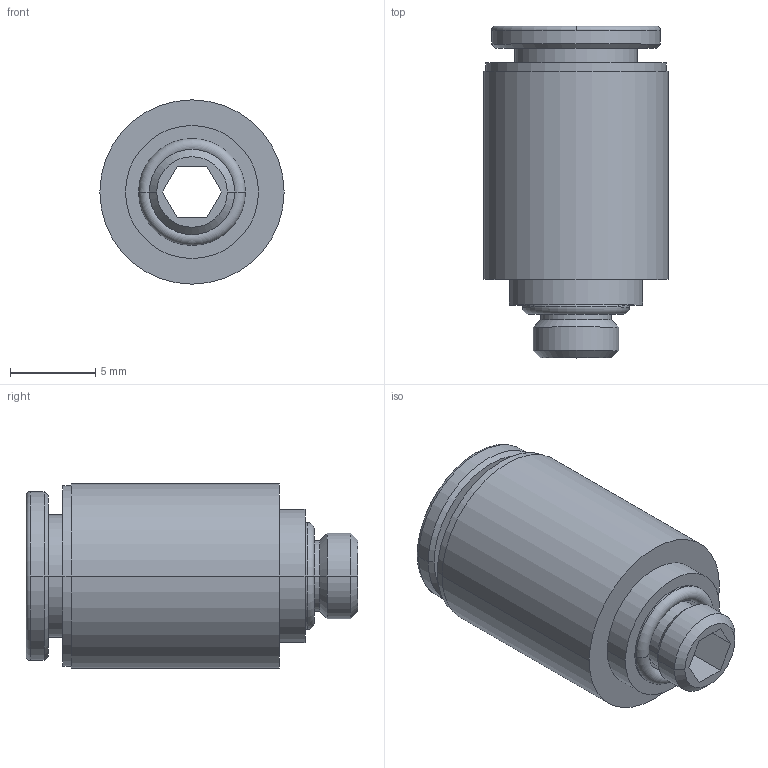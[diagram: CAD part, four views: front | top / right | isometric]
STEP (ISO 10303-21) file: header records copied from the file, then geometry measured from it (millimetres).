
FILE_DESCRIPTION(('STEP AP214'),'1');
FILE_NAME('3181_06_19.stp','2016-07-07T14:59:07',('TraceParts'),('TraceParts S.A.'),'Spatial InterOp 3D',' ',' ');
FILE_SCHEMA(('automotive_design'));
Length unit declared in the file: millimetre
Products named in the file (1): 1
Bounding box: 10.8 x 19.45 x 10.8 mm (x, y, z)
Volume: 960 mm3; surface area: 1154.4 mm2
Topology: 1 solids, 1 shells, 45 faces, 97 edges, 61 vertices
Faces by surface type: cylinder 16, plane 15, torus 8, cone 6
Entity records: 1259 total; most frequent: DIRECTION 246, CARTESIAN_POINT 204, ORIENTED_EDGE 194, AXIS2_PLACEMENT_3D 103, EDGE_CURVE 97, VERTEX_POINT 61, CIRCLE 57, EDGE_LOOP 54
